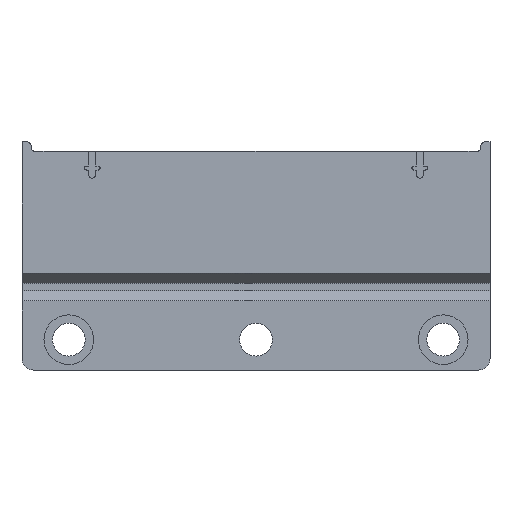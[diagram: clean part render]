
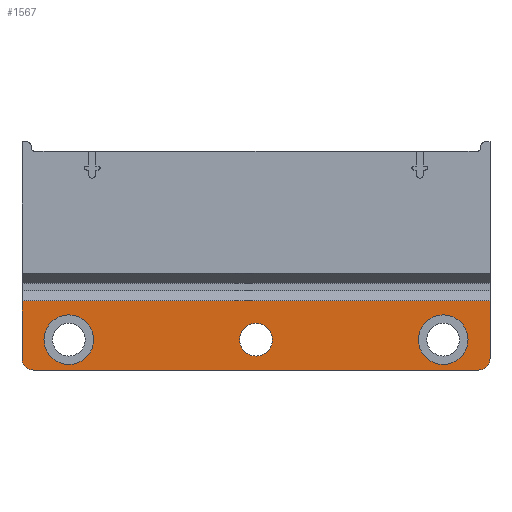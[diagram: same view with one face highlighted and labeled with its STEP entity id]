
A CAD part, front view. The second image highlights one B-rep face of the part: STEP entity #1567.
In plain terms, the highlighted planar face has unit normal (0, -1, 0).
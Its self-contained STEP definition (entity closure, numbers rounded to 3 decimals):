
#27 = LINE ( 'NONE', #1154, #135 ) ;
#39 = VERTEX_POINT ( 'NONE', #1957 ) ;
#47 = CIRCLE ( 'NONE', #595, 7. ) ;
#53 = CIRCLE ( 'NONE', #1344, 5. ) ;
#82 = AXIS2_PLACEMENT_3D ( 'NONE', #688, #715, #719 ) ;
#91 = ORIENTED_EDGE ( 'NONE', *, *, #1697, .T. ) ;
#112 = DIRECTION ( 'NONE',  ( 0., 1., 0. ) ) ;
#125 = EDGE_CURVE ( 'NONE', #1058, #718, #1768, .T. ) ;
#133 = ORIENTED_EDGE ( 'NONE', *, *, #538, .F. ) ;
#135 = VECTOR ( 'NONE', #792, 1000. ) ;
#138 = LINE ( 'NONE', #1844, #682 ) ;
#197 = CARTESIAN_POINT ( 'NONE',  ( -80., -0.1, 10.6 ) ) ;
#219 = EDGE_LOOP ( 'NONE', ( #1274, #909 ) ) ;
#241 = VERTEX_POINT ( 'NONE', #1273 ) ;
#248 = VERTEX_POINT ( 'NONE', #1872 ) ;
#250 = CARTESIAN_POINT ( 'NONE',  ( -100., -0.1, 16.551 ) ) ;
#257 = CIRCLE ( 'NONE', #589, 10.6 ) ;
#315 = ORIENTED_EDGE ( 'NONE', *, *, #1933, .F. ) ;
#317 = EDGE_CURVE ( 'NONE', #39, #865, #2153, .T. ) ;
#351 = EDGE_LOOP ( 'NONE', ( #1645, #1755, #849, #1193, #788, #315 ) ) ;
#367 = DIRECTION ( 'NONE',  ( 0., 0., 1. ) ) ;
#496 = AXIS2_PLACEMENT_3D ( 'NONE', #2095, #2088, #2083 ) ;
#504 = DIRECTION ( 'NONE',  ( 0., 1., 0. ) ) ;
#538 = EDGE_CURVE ( 'NONE', #1271, #241, #1890, .T. ) ;
#543 = FACE_OUTER_BOUND ( 'NONE', #351, .T. ) ;
#571 = VERTEX_POINT ( 'NONE', #250 ) ;
#582 = CIRCLE ( 'NONE', #496, 10.6 ) ;
#589 = AXIS2_PLACEMENT_3D ( 'NONE', #1615, #1610, #1609 ) ;
#595 = AXIS2_PLACEMENT_3D ( 'NONE', #1584, #1583, #1581 ) ;
#597 = PLANE ( 'NONE',  #1761 ) ;
#625 = EDGE_CURVE ( 'NONE', #571, #248, #27, .T. ) ;
#682 = VECTOR ( 'NONE', #1858, 1000. ) ;
#688 = CARTESIAN_POINT ( 'NONE',  ( 0., -0.1, 0. ) ) ;
#714 = FACE_BOUND ( 'NONE', #219, .T. ) ;
#715 = DIRECTION ( 'NONE',  ( 0., -1., 0. ) ) ;
#718 = VERTEX_POINT ( 'NONE', #957 ) ;
#719 = DIRECTION ( 'NONE',  ( 0., 0., 1. ) ) ;
#788 = ORIENTED_EDGE ( 'NONE', *, *, #904, .F. ) ;
#792 = DIRECTION ( 'NONE',  ( 1., 0., 0. ) ) ;
#804 = VERTEX_POINT ( 'NONE', #1083 ) ;
#818 = FACE_BOUND ( 'NONE', #1117, .T. ) ;
#824 = CARTESIAN_POINT ( 'NONE',  ( 0., -0.1, 0. ) ) ;
#849 = ORIENTED_EDGE ( 'NONE', *, *, #1085, .F. ) ;
#865 = VERTEX_POINT ( 'NONE', #1172 ) ;
#895 = ORIENTED_EDGE ( 'NONE', *, *, #1303, .F. ) ;
#901 = AXIS2_PLACEMENT_3D ( 'NONE', #1812, #1924, #1801 ) ;
#904 = EDGE_CURVE ( 'NONE', #1780, #718, #2040, .T. ) ;
#909 = ORIENTED_EDGE ( 'NONE', *, *, #1208, .F. ) ;
#915 = AXIS2_PLACEMENT_3D ( 'NONE', #2026, #112, #999 ) ;
#929 = DIRECTION ( 'NONE',  ( 0., 0., 1. ) ) ;
#936 = VERTEX_POINT ( 'NONE', #1213 ) ;
#957 = CARTESIAN_POINT ( 'NONE',  ( -95., -0.1, -13. ) ) ;
#999 = DIRECTION ( 'NONE',  ( 0., 0., -1. ) ) ;
#1037 = FACE_BOUND ( 'NONE', #1248, .T. ) ;
#1038 = CARTESIAN_POINT ( 'NONE',  ( 95., -0.1, -8. ) ) ;
#1058 = VERTEX_POINT ( 'NONE', #1395 ) ;
#1083 = CARTESIAN_POINT ( 'NONE',  ( 100., -0.1, -8. ) ) ;
#1085 = EDGE_CURVE ( 'NONE', #1058, #571, #1305, .T. ) ;
#1117 = EDGE_LOOP ( 'NONE', ( #91, #1552 ) ) ;
#1154 = CARTESIAN_POINT ( 'NONE',  ( -100., -0.1, 16.551 ) ) ;
#1172 = CARTESIAN_POINT ( 'NONE',  ( 80., -0.1, -10.6 ) ) ;
#1177 = CARTESIAN_POINT ( 'NONE',  ( 0., -0.1, -13. ) ) ;
#1193 = ORIENTED_EDGE ( 'NONE', *, *, #125, .T. ) ;
#1200 = DIRECTION ( 'NONE',  ( -1., 0., 0. ) ) ;
#1208 = EDGE_CURVE ( 'NONE', #1243, #936, #582, .T. ) ;
#1213 = CARTESIAN_POINT ( 'NONE',  ( -80., -0.1, -10.6 ) ) ;
#1220 = CIRCLE ( 'NONE', #901, 10.6 ) ;
#1243 = VERTEX_POINT ( 'NONE', #197 ) ;
#1248 = EDGE_LOOP ( 'NONE', ( #133, #895 ) ) ;
#1264 = EDGE_CURVE ( 'NONE', #936, #1243, #257, .T. ) ;
#1271 = VERTEX_POINT ( 'NONE', #1712 ) ;
#1273 = CARTESIAN_POINT ( 'NONE',  ( 0., -0.1, -7. ) ) ;
#1274 = ORIENTED_EDGE ( 'NONE', *, *, #1264, .F. ) ;
#1303 = EDGE_CURVE ( 'NONE', #241, #1271, #47, .T. ) ;
#1305 = LINE ( 'NONE', #1421, #2144 ) ;
#1344 = AXIS2_PLACEMENT_3D ( 'NONE', #1038, #1669, #929 ) ;
#1395 = CARTESIAN_POINT ( 'NONE',  ( -100., -0.1, -8. ) ) ;
#1421 = CARTESIAN_POINT ( 'NONE',  ( -100., -0.1, -13. ) ) ;
#1427 = DIRECTION ( 'NONE',  ( 0., 0., 1. ) ) ;
#1504 = CARTESIAN_POINT ( 'NONE',  ( -95., -0.1, -8. ) ) ;
#1552 = ORIENTED_EDGE ( 'NONE', *, *, #317, .T. ) ;
#1567 = ADVANCED_FACE ( 'NONE', ( #818, #1037, #714, #543 ), #597, .F. ) ;
#1581 = DIRECTION ( 'NONE',  ( 0., 0., 1. ) ) ;
#1583 = DIRECTION ( 'NONE',  ( 0., -1., 0. ) ) ;
#1584 = CARTESIAN_POINT ( 'NONE',  ( 0., -0.1, 0. ) ) ;
#1609 = DIRECTION ( 'NONE',  ( 0., 0., -1. ) ) ;
#1610 = DIRECTION ( 'NONE',  ( 0., -1., 0. ) ) ;
#1615 = CARTESIAN_POINT ( 'NONE',  ( -80., -0.1, 0. ) ) ;
#1645 = ORIENTED_EDGE ( 'NONE', *, *, #1762, .T. ) ;
#1669 = DIRECTION ( 'NONE',  ( 0., 1., 0. ) ) ;
#1697 = EDGE_CURVE ( 'NONE', #865, #39, #1220, .T. ) ;
#1712 = CARTESIAN_POINT ( 'NONE',  ( 0., -0.1, 7. ) ) ;
#1734 = AXIS2_PLACEMENT_3D ( 'NONE', #1504, #1946, #1940 ) ;
#1755 = ORIENTED_EDGE ( 'NONE', *, *, #625, .F. ) ;
#1761 = AXIS2_PLACEMENT_3D ( 'NONE', #824, #504, #367 ) ;
#1762 = EDGE_CURVE ( 'NONE', #804, #248, #138, .T. ) ;
#1768 = CIRCLE ( 'NONE', #1734, 5. ) ;
#1780 = VERTEX_POINT ( 'NONE', #2067 ) ;
#1801 = DIRECTION ( 'NONE',  ( 0., 0., -1. ) ) ;
#1812 = CARTESIAN_POINT ( 'NONE',  ( 80., -0.1, 0. ) ) ;
#1844 = CARTESIAN_POINT ( 'NONE',  ( 100., -0.1, -13. ) ) ;
#1858 = DIRECTION ( 'NONE',  ( 0., 0., 1. ) ) ;
#1872 = CARTESIAN_POINT ( 'NONE',  ( 100., -0.1, 16.551 ) ) ;
#1889 = VECTOR ( 'NONE', #1200, 1000. ) ;
#1890 = CIRCLE ( 'NONE', #82, 7. ) ;
#1924 = DIRECTION ( 'NONE',  ( 0., 1., 0. ) ) ;
#1933 = EDGE_CURVE ( 'NONE', #804, #1780, #53, .T. ) ;
#1940 = DIRECTION ( 'NONE',  ( 0., 0., 1. ) ) ;
#1946 = DIRECTION ( 'NONE',  ( 0., -1., 0. ) ) ;
#1957 = CARTESIAN_POINT ( 'NONE',  ( 80., -0.1, 10.6 ) ) ;
#2026 = CARTESIAN_POINT ( 'NONE',  ( 80., -0.1, 0. ) ) ;
#2040 = LINE ( 'NONE', #1177, #1889 ) ;
#2067 = CARTESIAN_POINT ( 'NONE',  ( 95., -0.1, -13. ) ) ;
#2083 = DIRECTION ( 'NONE',  ( 0., 0., -1. ) ) ;
#2088 = DIRECTION ( 'NONE',  ( 0., -1., 0. ) ) ;
#2095 = CARTESIAN_POINT ( 'NONE',  ( -80., -0.1, 0. ) ) ;
#2144 = VECTOR ( 'NONE', #1427, 1000. ) ;
#2153 = CIRCLE ( 'NONE', #915, 10.6 ) ;
